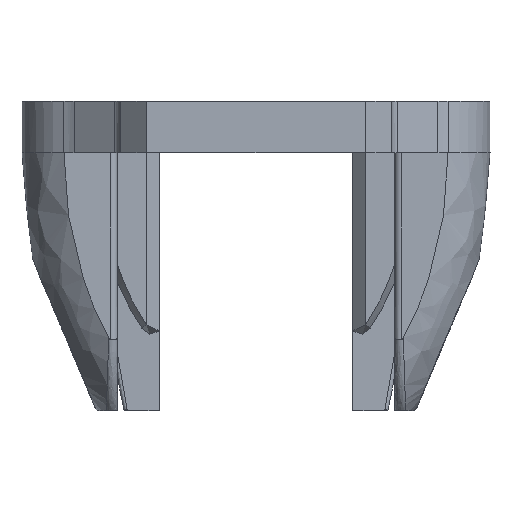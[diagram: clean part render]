
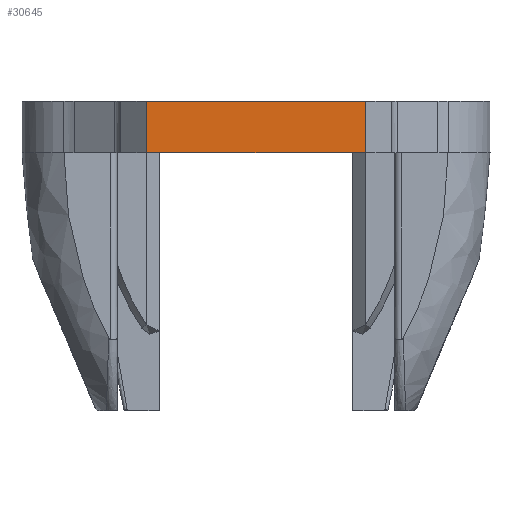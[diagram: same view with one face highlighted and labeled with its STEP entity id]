
A CAD part, left-side view. The second image highlights one B-rep face of the part: STEP entity #30645.
In plain terms, the highlighted planar face has unit normal (-1, 0, 0).
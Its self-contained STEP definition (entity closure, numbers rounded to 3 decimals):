
#56 = PLANE('',#57);
#57 = AXIS2_PLACEMENT_3D('',#58,#59,#60);
#58 = CARTESIAN_POINT('',(55.,21.,-152.));
#59 = DIRECTION('',(0.,0.,1.));
#60 = DIRECTION('',(1.,0.,-0.));
#5110 = PLANE('',#5111);
#5111 = AXIS2_PLACEMENT_3D('',#5112,#5113,#5114);
#5112 = CARTESIAN_POINT('',(2.6,22.5,-160.));
#5113 = DIRECTION('',(-0.,0.,1.));
#5114 = DIRECTION('',(1.,0.,0.));
#12500 = PLANE('',#12501);
#12501 = AXIS2_PLACEMENT_3D('',#12502,#12503,#12504);
#12502 = CARTESIAN_POINT('',(-14.,17.,-152.));
#12503 = DIRECTION('',(-0.707,0.707,0.));
#12504 = DIRECTION('',(-0.707,-0.707,0.));
#12555 = EDGE_CURVE('',#12556,#12558,#12560,.T.);
#12556 = VERTEX_POINT('',#12557);
#12557 = CARTESIAN_POINT('',(-14.,17.,-152.));
#12558 = VERTEX_POINT('',#12559);
#12559 = CARTESIAN_POINT('',(-14.,17.,-160.));
#12560 = SURFACE_CURVE('',#12561,(#12565,#12572),.PCURVE_S1.);
#12561 = LINE('',#12562,#12563);
#12562 = CARTESIAN_POINT('',(-14.,17.,-152.));
#12563 = VECTOR('',#12564,1.);
#12564 = DIRECTION('',(0.,0.,-1.));
#12565 = PCURVE('',#12500,#12566);
#12566 = DEFINITIONAL_REPRESENTATION('',(#12567),#12571);
#12567 = LINE('',#12568,#12569);
#12568 = CARTESIAN_POINT('',(-0.,0.));
#12569 = VECTOR('',#12570,1.);
#12570 = DIRECTION('',(-0.,-1.));
#12571 = ( GEOMETRIC_REPRESENTATION_CONTEXT(2) 
PARAMETRIC_REPRESENTATION_CONTEXT() REPRESENTATION_CONTEXT('2D SPACE',''
  ) );
#12572 = PCURVE('',#12573,#12578);
#12573 = PLANE('',#12574);
#12574 = AXIS2_PLACEMENT_3D('',#12575,#12576,#12577);
#12575 = CARTESIAN_POINT('',(-14.,0.,-152.));
#12576 = DIRECTION('',(1.,-0.,0.));
#12577 = DIRECTION('',(-0.,0.,1.));
#12578 = DEFINITIONAL_REPRESENTATION('',(#12579),#12583);
#12579 = LINE('',#12580,#12581);
#12580 = CARTESIAN_POINT('',(0.,-17.));
#12581 = VECTOR('',#12582,1.);
#12582 = DIRECTION('',(-1.,-0.));
#12583 = ( GEOMETRIC_REPRESENTATION_CONTEXT(2) 
PARAMETRIC_REPRESENTATION_CONTEXT() REPRESENTATION_CONTEXT('2D SPACE',''
  ) );
#14599 = VERTEX_POINT('',#14600);
#14600 = CARTESIAN_POINT('',(-14.,-17.,-160.));
#14612 = PLANE('',#14613);
#14613 = AXIS2_PLACEMENT_3D('',#14614,#14615,#14616);
#14614 = CARTESIAN_POINT('',(-14.,-17.,-152.));
#14615 = DIRECTION('',(-0.707,-0.707,0.));
#14616 = DIRECTION('',(0.707,-0.707,0.));
#14623 = EDGE_CURVE('',#14624,#14599,#14626,.T.);
#14624 = VERTEX_POINT('',#14625);
#14625 = CARTESIAN_POINT('',(-14.,0.,-160.));
#14626 = SURFACE_CURVE('',#14627,(#14630,#14636),.PCURVE_S1.);
#14627 = B_SPLINE_CURVE_WITH_KNOTS('',1,(#14628,#14629),.UNSPECIFIED.,
  .F.,.F.,(2,2),(0.,17.),.PIECEWISE_BEZIER_KNOTS.);
#14628 = CARTESIAN_POINT('',(-14.,0.,-160.));
#14629 = CARTESIAN_POINT('',(-14.,-17.,-160.));
#14630 = PCURVE('',#5110,#14631);
#14631 = DEFINITIONAL_REPRESENTATION('',(#14632),#14635);
#14632 = B_SPLINE_CURVE_WITH_KNOTS('',1,(#14633,#14634),.UNSPECIFIED.,
  .F.,.F.,(2,2),(0.,17.),.PIECEWISE_BEZIER_KNOTS.);
#14633 = CARTESIAN_POINT('',(-16.6,-22.5));
#14634 = CARTESIAN_POINT('',(-16.6,-39.5));
#14635 = ( GEOMETRIC_REPRESENTATION_CONTEXT(2) 
PARAMETRIC_REPRESENTATION_CONTEXT() REPRESENTATION_CONTEXT('2D SPACE',''
  ) );
#14636 = PCURVE('',#12573,#14637);
#14637 = DEFINITIONAL_REPRESENTATION('',(#14638),#14641);
#14638 = B_SPLINE_CURVE_WITH_KNOTS('',1,(#14639,#14640),.UNSPECIFIED.,
  .F.,.F.,(2,2),(0.,17.),.PIECEWISE_BEZIER_KNOTS.);
#14639 = CARTESIAN_POINT('',(-8.,0.));
#14640 = CARTESIAN_POINT('',(-8.,17.));
#14641 = ( GEOMETRIC_REPRESENTATION_CONTEXT(2) 
PARAMETRIC_REPRESENTATION_CONTEXT() REPRESENTATION_CONTEXT('2D SPACE',''
  ) );
#14643 = EDGE_CURVE('',#14624,#12558,#14644,.T.);
#14644 = SURFACE_CURVE('',#14645,(#14648,#14654),.PCURVE_S1.);
#14645 = B_SPLINE_CURVE_WITH_KNOTS('',1,(#14646,#14647),.UNSPECIFIED.,
  .F.,.F.,(2,2),(0.,17.),.PIECEWISE_BEZIER_KNOTS.);
#14646 = CARTESIAN_POINT('',(-14.,0.,-160.));
#14647 = CARTESIAN_POINT('',(-14.,17.,-160.));
#14648 = PCURVE('',#5110,#14649);
#14649 = DEFINITIONAL_REPRESENTATION('',(#14650),#14653);
#14650 = B_SPLINE_CURVE_WITH_KNOTS('',1,(#14651,#14652),.UNSPECIFIED.,
  .F.,.F.,(2,2),(0.,17.),.PIECEWISE_BEZIER_KNOTS.);
#14651 = CARTESIAN_POINT('',(-16.6,-22.5));
#14652 = CARTESIAN_POINT('',(-16.6,-5.5));
#14653 = ( GEOMETRIC_REPRESENTATION_CONTEXT(2) 
PARAMETRIC_REPRESENTATION_CONTEXT() REPRESENTATION_CONTEXT('2D SPACE',''
  ) );
#14654 = PCURVE('',#12573,#14655);
#14655 = DEFINITIONAL_REPRESENTATION('',(#14656),#14659);
#14656 = B_SPLINE_CURVE_WITH_KNOTS('',1,(#14657,#14658),.UNSPECIFIED.,
  .F.,.F.,(2,2),(0.,17.),.PIECEWISE_BEZIER_KNOTS.);
#14657 = CARTESIAN_POINT('',(-8.,0.));
#14658 = CARTESIAN_POINT('',(-8.,-17.));
#14659 = ( GEOMETRIC_REPRESENTATION_CONTEXT(2) 
PARAMETRIC_REPRESENTATION_CONTEXT() REPRESENTATION_CONTEXT('2D SPACE',''
  ) );
#17264 = EDGE_CURVE('',#17265,#14599,#17267,.T.);
#17265 = VERTEX_POINT('',#17266);
#17266 = CARTESIAN_POINT('',(-14.,-17.,-152.));
#17267 = SURFACE_CURVE('',#17268,(#17272,#17279),.PCURVE_S1.);
#17268 = LINE('',#17269,#17270);
#17269 = CARTESIAN_POINT('',(-14.,-17.,-152.));
#17270 = VECTOR('',#17271,1.);
#17271 = DIRECTION('',(-0.,-0.,-1.));
#17272 = PCURVE('',#14612,#17273);
#17273 = DEFINITIONAL_REPRESENTATION('',(#17274),#17278);
#17274 = LINE('',#17275,#17276);
#17275 = CARTESIAN_POINT('',(0.,0.));
#17276 = VECTOR('',#17277,1.);
#17277 = DIRECTION('',(0.,-1.));
#17278 = ( GEOMETRIC_REPRESENTATION_CONTEXT(2) 
PARAMETRIC_REPRESENTATION_CONTEXT() REPRESENTATION_CONTEXT('2D SPACE',''
  ) );
#17279 = PCURVE('',#12573,#17280);
#17280 = DEFINITIONAL_REPRESENTATION('',(#17281),#17285);
#17281 = LINE('',#17282,#17283);
#17282 = CARTESIAN_POINT('',(0.,17.));
#17283 = VECTOR('',#17284,1.);
#17284 = DIRECTION('',(-1.,0.));
#17285 = ( GEOMETRIC_REPRESENTATION_CONTEXT(2) 
PARAMETRIC_REPRESENTATION_CONTEXT() REPRESENTATION_CONTEXT('2D SPACE',''
  ) );
#30361 = EDGE_CURVE('',#17265,#12556,#30362,.T.);
#30362 = SURFACE_CURVE('',#30363,(#30367,#30374),.PCURVE_S1.);
#30363 = LINE('',#30364,#30365);
#30364 = CARTESIAN_POINT('',(-14.,0.,-152.));
#30365 = VECTOR('',#30366,1.);
#30366 = DIRECTION('',(0.,1.,0.));
#30367 = PCURVE('',#56,#30368);
#30368 = DEFINITIONAL_REPRESENTATION('',(#30369),#30373);
#30369 = LINE('',#30370,#30371);
#30370 = CARTESIAN_POINT('',(-69.,-21.));
#30371 = VECTOR('',#30372,1.);
#30372 = DIRECTION('',(0.,1.));
#30373 = ( GEOMETRIC_REPRESENTATION_CONTEXT(2) 
PARAMETRIC_REPRESENTATION_CONTEXT() REPRESENTATION_CONTEXT('2D SPACE',''
  ) );
#30374 = PCURVE('',#12573,#30375);
#30375 = DEFINITIONAL_REPRESENTATION('',(#30376),#30380);
#30376 = LINE('',#30377,#30378);
#30377 = CARTESIAN_POINT('',(0.,0.));
#30378 = VECTOR('',#30379,1.);
#30379 = DIRECTION('',(0.,-1.));
#30380 = ( GEOMETRIC_REPRESENTATION_CONTEXT(2) 
PARAMETRIC_REPRESENTATION_CONTEXT() REPRESENTATION_CONTEXT('2D SPACE',''
  ) );
#30645 = ADVANCED_FACE('',(#30646),#12573,.F.);
#30646 = FACE_BOUND('',#30647,.T.);
#30647 = EDGE_LOOP('',(#30648,#30649,#30650,#30651,#30652));
#30648 = ORIENTED_EDGE('',*,*,#30361,.T.);
#30649 = ORIENTED_EDGE('',*,*,#12555,.T.);
#30650 = ORIENTED_EDGE('',*,*,#14643,.F.);
#30651 = ORIENTED_EDGE('',*,*,#14623,.T.);
#30652 = ORIENTED_EDGE('',*,*,#17264,.F.);
